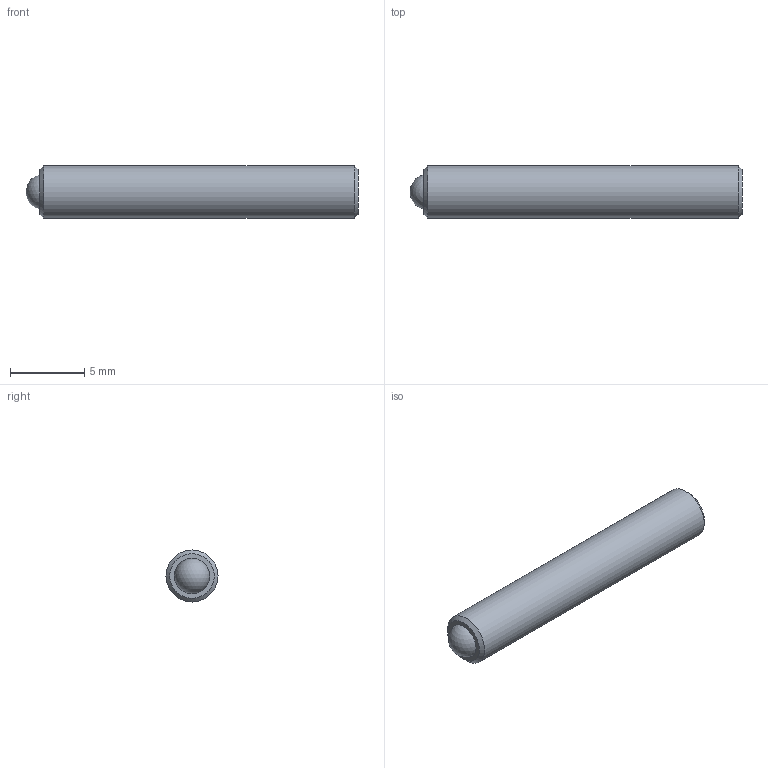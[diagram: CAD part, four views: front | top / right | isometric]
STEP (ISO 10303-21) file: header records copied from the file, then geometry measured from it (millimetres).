
FILE_DESCRIPTION(/* description */ ('STEP AP214'),/* implementation_level */ '2;1');
FILE_NAME(/* name */ '00_F6SS088-Step.ipt.step',/* time_stamp */ '2022-11-29T07:40:08+01:00',/* author */ ('Admin'),/* organization */ ('Thorlabs, Inc.'),/* preprocessor_version */ 'ST-DEVELOPER v18.1',/* originating_system */ 'Autodesk Inventor 2022',/* authorisation */ '');
FILE_SCHEMA (('AUTOMOTIVE_DESIGN { 1 0 10303 214 3 1 1 }'));
Length unit declared in the file: inch
Products named in the file (1): 00_F6SS088-Step
Bounding box: 22.34 x 3.51 x 3.51 mm (x, y, z)
Volume: 200.5 mm3; surface area: 294.3 mm2
Topology: 2 solids, 2 shells, 16 faces, 37 edges, 24 vertices
Faces by surface type: plane 9, cone 4, cylinder 2, sphere 1
Full cylindrical faces by diameter (mm): 2.383 x1, 3.505 x1
Entity records: 510 total; most frequent: CARTESIAN_POINT 87, DIRECTION 72, ORIENTED_EDGE 68, EDGE_CURVE 34, AXIS2_PLACEMENT_3D 27, VERTEX_POINT 24, EDGE_LOOP 18, LINE 18
